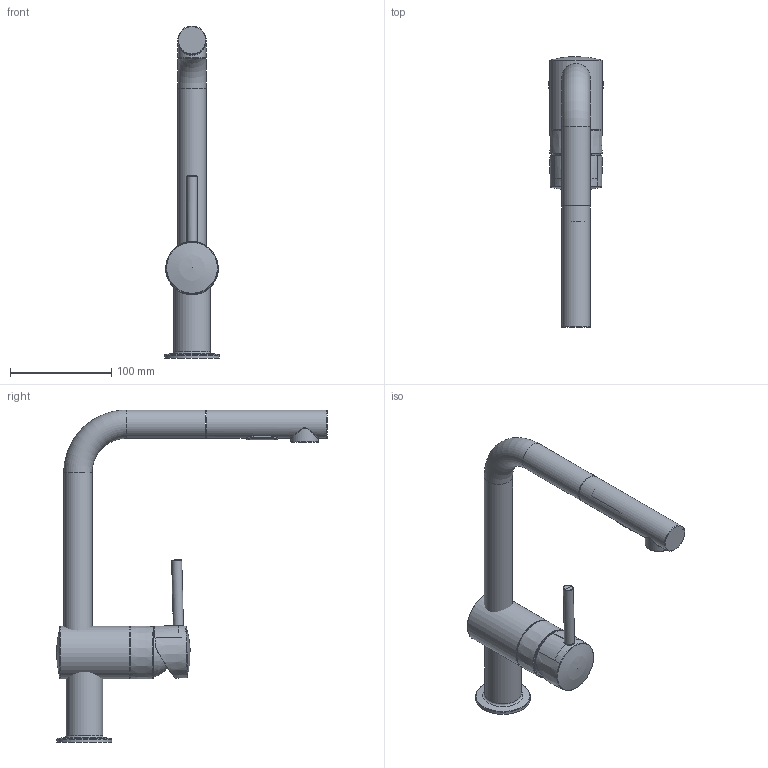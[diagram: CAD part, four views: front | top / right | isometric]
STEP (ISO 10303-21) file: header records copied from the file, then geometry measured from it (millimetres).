
FILE_DESCRIPTION(/* description */ ('Unknown'),/* implementation_level */ '2;1');
FILE_NAME(/* name */ '30274000',/* time_stamp */ '2022-09-01T05:02:37+02:00',/* author */ ('Unknown'),/* organization */ ('GROHE AG'),/* preprocessor_version */ 'ST-DEVELOPER v16.7',/* originating_system */ 'DEX',/* authorisation */ $);
FILE_SCHEMA (('AUTOMOTIVE_DESIGN {1 0 10303 214 3 1 1}'));
Length unit declared in the file: millimetre
Products named in the file (4): 30274000; id11; 55502-00-01; 55502-00-02
Assembly tree (3 placements, depth 2):
  30274000
    id11
    55502-00-01
    55502-00-02
Bounding box: 54 x 267.44 x 327.7 mm (x, y, z)
Surface area: 89486 mm2 (no closed solid volume)
Topology: 0 solids, 7 shells, 94 faces, 328 edges, 234 vertices
Faces by surface type: bspline 36, cylinder 22, plane 13, torus 12, cone 7, sphere 4
Full cylindrical faces by diameter (mm): 6.5 x1, 10 x1, 27 x1, 28 x3, 32 x1, 36 x1, 52 x1, 54 x1
Entity records: 8364 total; most frequent: CARTESIAN_POINT 5640, ORIENTED_EDGE 432, DIRECTION 296, EDGE_CURVE 287, VERTEX_POINT 219, B_SPLINE_CURVE_WITH_KNOTS 179, AXIS2_PLACEMENT_3D 126, EDGE_LOOP 124
